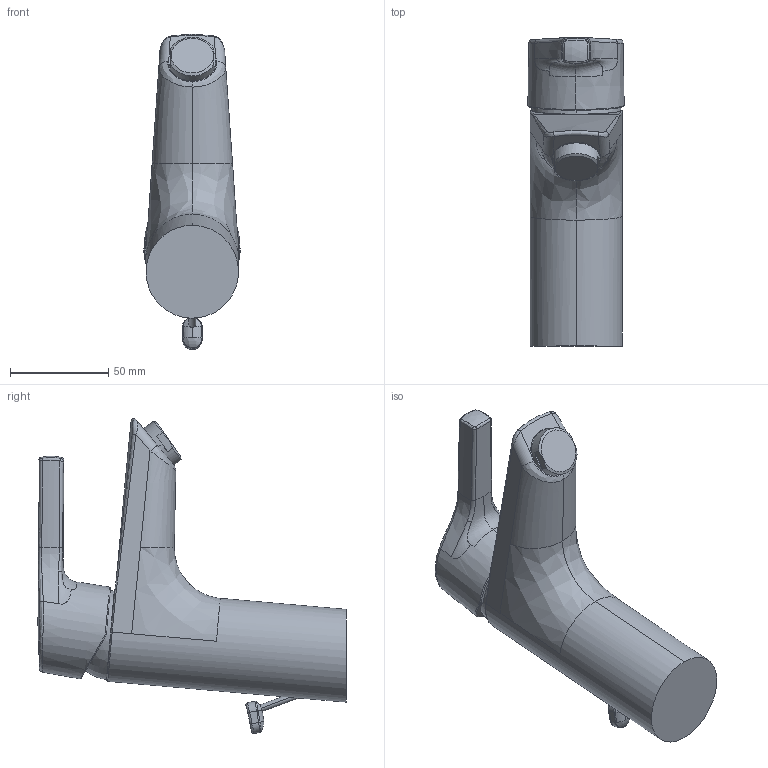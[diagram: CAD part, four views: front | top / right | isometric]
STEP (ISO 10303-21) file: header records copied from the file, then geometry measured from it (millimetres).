
FILE_DESCRIPTION (( 'STEP AP203' ), '1' );
FILE_NAME ('56412203.STEP', '2018-04-17T05:17:00', ( '' ), ( '' ), 'SwSTEP 2.0', 'SolidWorks 2016', '' );
FILE_SCHEMA (( 'CONFIG_CONTROL_DESIGN' ));
Length unit declared in the file: millimetre
Products named in the file (1): 56412203
Bounding box: 48.96 x 156.76 x 160.35 mm (x, y, z)
Volume: 370078.1 mm3; surface area: 42725.3 mm2
Topology: 1 solids, 1 shells, 114 faces, 289 edges, 178 vertices
Faces by surface type: bspline 68, cylinder 23, plane 15, torus 4, cone 2, sphere 2
Entity records: 13100 total; most frequent: CARTESIAN_POINT 10866, ORIENTED_EDGE 576, EDGE_CURVE 288, DIRECTION 259, VERTEX_POINT 178, B_SPLINE_CURVE_WITH_KNOTS 169, EDGE_LOOP 116, FACE_OUTER_BOUND 114
